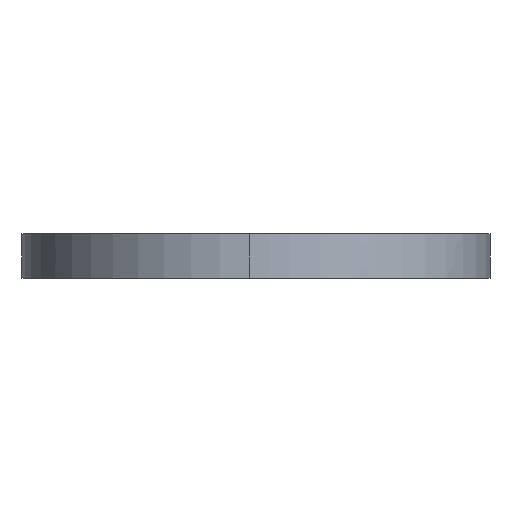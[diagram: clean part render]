
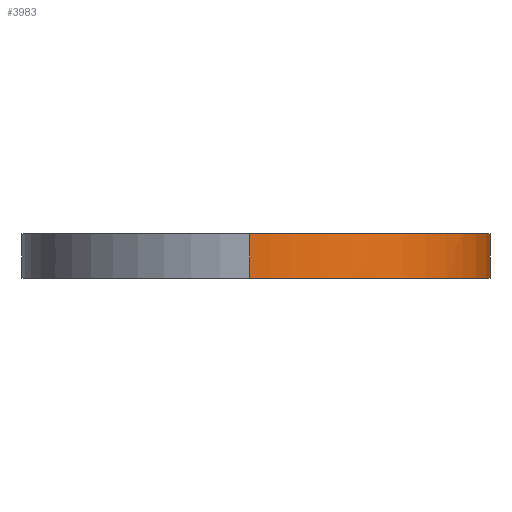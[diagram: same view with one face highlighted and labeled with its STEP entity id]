
A CAD part, left-side view. The second image highlights one B-rep face of the part: STEP entity #3983.
In plain terms, the highlighted face is a extrusion surface.
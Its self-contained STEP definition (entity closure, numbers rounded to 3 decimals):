
#79 = PLANE('',#80);
#80 = AXIS2_PLACEMENT_3D('',#81,#82,#83);
#81 = CARTESIAN_POINT('',(23.707,4.979,2.3));
#82 = DIRECTION('',(0.,0.,1.));
#83 = DIRECTION('',(1.,0.,0.));
#138 = PLANE('',#139);
#139 = AXIS2_PLACEMENT_3D('',#140,#141,#142);
#140 = CARTESIAN_POINT('',(23.707,4.979,0.));
#141 = DIRECTION('',(0.,0.,1.));
#142 = DIRECTION('',(1.,0.,0.));
#172 = SURFACE_OF_LINEAR_EXTRUSION('',#173,#178);
#173 = B_SPLINE_CURVE_WITH_KNOTS('',3,(#174,#175,#176,#177),
  .UNSPECIFIED.,.F.,.F.,(4,4),(0.,1.),.PIECEWISE_BEZIER_KNOTS.);
#174 = CARTESIAN_POINT('',(0.,0.,0.));
#175 = CARTESIAN_POINT('',(0.,6.09,0.));
#176 = CARTESIAN_POINT('',(5.732,11.574,0.));
#177 = CARTESIAN_POINT('',(12.608,11.678,0.));
#178 = VECTOR('',#179,1.);
#179 = DIRECTION('',(-0.,-0.,-1.));
#321 = VERTEX_POINT('',#322);
#322 = CARTESIAN_POINT('',(0.,0.,0.));
#345 = EDGE_CURVE('',#346,#321,#348,.T.);
#346 = VERTEX_POINT('',#347);
#347 = CARTESIAN_POINT('',(12.404,-12.333,0.));
#348 = SURFACE_CURVE('',#349,(#354,#362),.PCURVE_S1.);
#349 = B_SPLINE_CURVE_WITH_KNOTS('',3,(#350,#351,#352,#353),
  .UNSPECIFIED.,.F.,.F.,(4,4),(0.,1.),.PIECEWISE_BEZIER_KNOTS.);
#350 = CARTESIAN_POINT('',(12.404,-12.333,0.));
#351 = CARTESIAN_POINT('',(4.233,-12.333,0.));
#352 = CARTESIAN_POINT('',(0.,-6.09,0.));
#353 = CARTESIAN_POINT('',(0.,0.,0.));
#354 = PCURVE('',#138,#355);
#355 = DEFINITIONAL_REPRESENTATION('',(#356),#361);
#356 = B_SPLINE_CURVE_WITH_KNOTS('',3,(#357,#358,#359,#360),
  .UNSPECIFIED.,.F.,.F.,(4,4),(0.,1.),.PIECEWISE_BEZIER_KNOTS.);
#357 = CARTESIAN_POINT('',(-11.303,-17.312));
#358 = CARTESIAN_POINT('',(-19.473,-17.312));
#359 = CARTESIAN_POINT('',(-23.707,-11.069));
#360 = CARTESIAN_POINT('',(-23.707,-4.979));
#361 = ( GEOMETRIC_REPRESENTATION_CONTEXT(2) 
PARAMETRIC_REPRESENTATION_CONTEXT() REPRESENTATION_CONTEXT('2D SPACE',''
  ) );
#362 = PCURVE('',#363,#371);
#363 = SURFACE_OF_LINEAR_EXTRUSION('',#364,#369);
#364 = B_SPLINE_CURVE_WITH_KNOTS('',3,(#365,#366,#367,#368),
  .UNSPECIFIED.,.F.,.F.,(4,4),(0.,1.),.PIECEWISE_BEZIER_KNOTS.);
#365 = CARTESIAN_POINT('',(12.404,-12.333,0.));
#366 = CARTESIAN_POINT('',(4.233,-12.333,0.));
#367 = CARTESIAN_POINT('',(0.,-6.09,0.));
#368 = CARTESIAN_POINT('',(0.,0.,0.));
#369 = VECTOR('',#370,1.);
#370 = DIRECTION('',(-0.,-0.,-1.));
#371 = DEFINITIONAL_REPRESENTATION('',(#372),#376);
#372 = LINE('',#373,#374);
#373 = CARTESIAN_POINT('',(0.,0.));
#374 = VECTOR('',#375,1.);
#375 = DIRECTION('',(1.,0.));
#376 = ( GEOMETRIC_REPRESENTATION_CONTEXT(2) 
PARAMETRIC_REPRESENTATION_CONTEXT() REPRESENTATION_CONTEXT('2D SPACE',''
  ) );
#396 = SURFACE_OF_LINEAR_EXTRUSION('',#397,#402);
#397 = B_SPLINE_CURVE_WITH_KNOTS('',3,(#398,#399,#400,#401),
  .UNSPECIFIED.,.F.,.F.,(4,4),(0.,1.),
  .PIECEWISE_BEZIER_KNOTS.);
#398 = CARTESIAN_POINT('',(23.834,-5.094,0.));
#399 = CARTESIAN_POINT('',(23.834,-5.094,0.));
#400 = CARTESIAN_POINT('',(20.574,-12.333,0.));
#401 = CARTESIAN_POINT('',(12.404,-12.333,0.));
#402 = VECTOR('',#403,1.);
#403 = DIRECTION('',(-0.,-0.,-1.));
#866 = VERTEX_POINT('',#867);
#867 = CARTESIAN_POINT('',(0.,0.,2.3));
#890 = EDGE_CURVE('',#891,#866,#893,.T.);
#891 = VERTEX_POINT('',#892);
#892 = CARTESIAN_POINT('',(12.404,-12.333,2.3));
#893 = SURFACE_CURVE('',#894,(#899,#907),.PCURVE_S1.);
#894 = B_SPLINE_CURVE_WITH_KNOTS('',3,(#895,#896,#897,#898),
  .UNSPECIFIED.,.F.,.F.,(4,4),(0.,1.),.PIECEWISE_BEZIER_KNOTS.);
#895 = CARTESIAN_POINT('',(12.404,-12.333,2.3));
#896 = CARTESIAN_POINT('',(4.233,-12.333,2.3));
#897 = CARTESIAN_POINT('',(0.,-6.09,2.3));
#898 = CARTESIAN_POINT('',(0.,0.,2.3));
#899 = PCURVE('',#79,#900);
#900 = DEFINITIONAL_REPRESENTATION('',(#901),#906);
#901 = B_SPLINE_CURVE_WITH_KNOTS('',3,(#902,#903,#904,#905),
  .UNSPECIFIED.,.F.,.F.,(4,4),(0.,1.),.PIECEWISE_BEZIER_KNOTS.);
#902 = CARTESIAN_POINT('',(-11.303,-17.312));
#903 = CARTESIAN_POINT('',(-19.473,-17.312));
#904 = CARTESIAN_POINT('',(-23.707,-11.069));
#905 = CARTESIAN_POINT('',(-23.707,-4.979));
#906 = ( GEOMETRIC_REPRESENTATION_CONTEXT(2) 
PARAMETRIC_REPRESENTATION_CONTEXT() REPRESENTATION_CONTEXT('2D SPACE',''
  ) );
#907 = PCURVE('',#363,#908);
#908 = DEFINITIONAL_REPRESENTATION('',(#909),#913);
#909 = LINE('',#910,#911);
#910 = CARTESIAN_POINT('',(0.,-2.3));
#911 = VECTOR('',#912,1.);
#912 = DIRECTION('',(1.,0.));
#913 = ( GEOMETRIC_REPRESENTATION_CONTEXT(2) 
PARAMETRIC_REPRESENTATION_CONTEXT() REPRESENTATION_CONTEXT('2D SPACE',''
  ) );
#1500 = EDGE_CURVE('',#321,#866,#1501,.T.);
#1501 = SURFACE_CURVE('',#1502,(#1506,#1513),.PCURVE_S1.);
#1502 = LINE('',#1503,#1504);
#1503 = CARTESIAN_POINT('',(0.,0.,0.));
#1504 = VECTOR('',#1505,1.);
#1505 = DIRECTION('',(0.,0.,1.));
#1506 = PCURVE('',#172,#1507);
#1507 = DEFINITIONAL_REPRESENTATION('',(#1508),#1512);
#1508 = LINE('',#1509,#1510);
#1509 = CARTESIAN_POINT('',(0.,0.));
#1510 = VECTOR('',#1511,1.);
#1511 = DIRECTION('',(0.,-1.));
#1512 = ( GEOMETRIC_REPRESENTATION_CONTEXT(2) 
PARAMETRIC_REPRESENTATION_CONTEXT() REPRESENTATION_CONTEXT('2D SPACE',''
  ) );
#1513 = PCURVE('',#363,#1514);
#1514 = DEFINITIONAL_REPRESENTATION('',(#1515),#1519);
#1515 = LINE('',#1516,#1517);
#1516 = CARTESIAN_POINT('',(1.,0.));
#1517 = VECTOR('',#1518,1.);
#1518 = DIRECTION('',(0.,-1.));
#1519 = ( GEOMETRIC_REPRESENTATION_CONTEXT(2) 
PARAMETRIC_REPRESENTATION_CONTEXT() REPRESENTATION_CONTEXT('2D SPACE',''
  ) );
#3962 = EDGE_CURVE('',#346,#891,#3963,.T.);
#3963 = SURFACE_CURVE('',#3964,(#3968,#3975),.PCURVE_S1.);
#3964 = LINE('',#3965,#3966);
#3965 = CARTESIAN_POINT('',(12.404,-12.333,0.));
#3966 = VECTOR('',#3967,1.);
#3967 = DIRECTION('',(0.,0.,1.));
#3968 = PCURVE('',#396,#3969);
#3969 = DEFINITIONAL_REPRESENTATION('',(#3970),#3974);
#3970 = LINE('',#3971,#3972);
#3971 = CARTESIAN_POINT('',(1.,0.));
#3972 = VECTOR('',#3973,1.);
#3973 = DIRECTION('',(0.,-1.));
#3974 = ( GEOMETRIC_REPRESENTATION_CONTEXT(2) 
PARAMETRIC_REPRESENTATION_CONTEXT() REPRESENTATION_CONTEXT('2D SPACE',''
  ) );
#3975 = PCURVE('',#363,#3976);
#3976 = DEFINITIONAL_REPRESENTATION('',(#3977),#3981);
#3977 = LINE('',#3978,#3979);
#3978 = CARTESIAN_POINT('',(0.,0.));
#3979 = VECTOR('',#3980,1.);
#3980 = DIRECTION('',(0.,-1.));
#3981 = ( GEOMETRIC_REPRESENTATION_CONTEXT(2) 
PARAMETRIC_REPRESENTATION_CONTEXT() REPRESENTATION_CONTEXT('2D SPACE',''
  ) );
#3983 = ADVANCED_FACE('',(#3984),#363,.T.);
#3984 = FACE_BOUND('',#3985,.T.);
#3985 = EDGE_LOOP('',(#3986,#3987,#3988,#3989));
#3986 = ORIENTED_EDGE('',*,*,#3962,.T.);
#3987 = ORIENTED_EDGE('',*,*,#890,.T.);
#3988 = ORIENTED_EDGE('',*,*,#1500,.F.);
#3989 = ORIENTED_EDGE('',*,*,#345,.F.);
